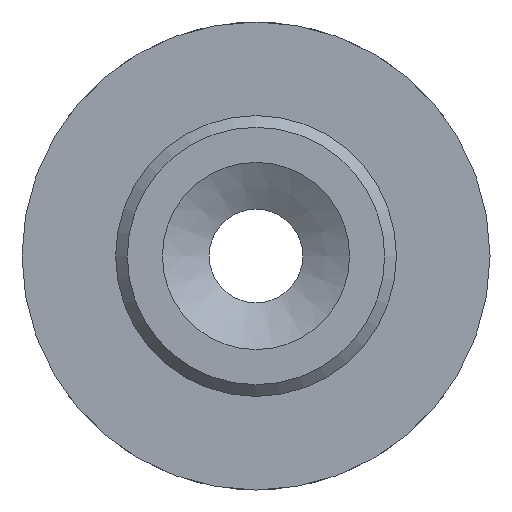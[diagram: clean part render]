
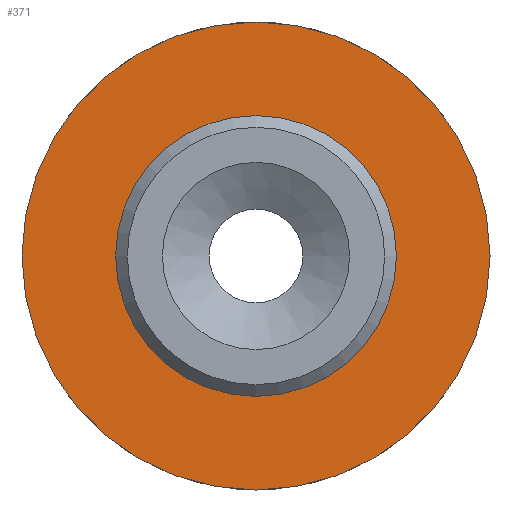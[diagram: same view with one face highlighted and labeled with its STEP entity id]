
A CAD part, front view. The second image highlights one B-rep face of the part: STEP entity #371.
In plain terms, the highlighted planar face has unit normal (0, -1, 0).
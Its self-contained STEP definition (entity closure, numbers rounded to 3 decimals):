
#55=FACE_BOUND('',#166,.T.);
#76=CIRCLE('',#410,5.);
#85=CIRCLE('',#429,2.75);
#113=FACE_OUTER_BOUND('',#165,.T.);
#165=EDGE_LOOP('',(#322));
#166=EDGE_LOOP('',(#323));
#211=VERTEX_POINT('',#627);
#220=VERTEX_POINT('',#655);
#248=EDGE_CURVE('',#211,#211,#76,.T.);
#257=EDGE_CURVE('',#220,#220,#85,.T.);
#322=ORIENTED_EDGE('',*,*,#248,.F.);
#323=ORIENTED_EDGE('',*,*,#257,.T.);
#345=PLANE('',#430);
#371=ADVANCED_FACE('',(#113,#55),#345,.T.);
#410=AXIS2_PLACEMENT_3D('',#628,#511,#512);
#429=AXIS2_PLACEMENT_3D('',#656,#549,#550);
#430=AXIS2_PLACEMENT_3D('',#657,#551,#552);
#511=DIRECTION('center_axis',(0.,1.,0.));
#512=DIRECTION('ref_axis',(-1.,0.,0.));
#549=DIRECTION('center_axis',(0.,1.,0.));
#550=DIRECTION('ref_axis',(-1.,0.,0.));
#551=DIRECTION('center_axis',(0.,-1.,0.));
#552=DIRECTION('ref_axis',(0.,0.,-1.));
#627=CARTESIAN_POINT('',(-5.,6.5,0.));
#628=CARTESIAN_POINT('Origin',(0.,6.5,0.));
#655=CARTESIAN_POINT('',(-2.75,6.5,0.));
#656=CARTESIAN_POINT('Origin',(0.,6.5,0.));
#657=CARTESIAN_POINT('Origin',(-3.875,6.5,0.));
